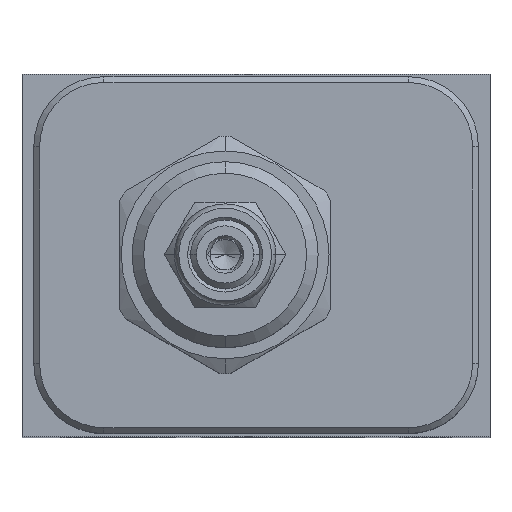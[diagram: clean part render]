
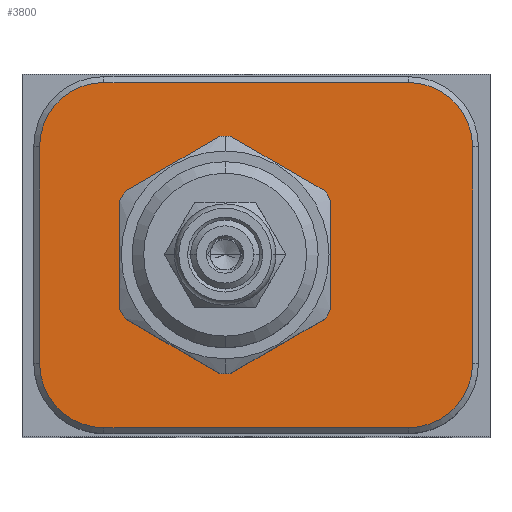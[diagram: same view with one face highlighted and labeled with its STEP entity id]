
A CAD part, top view. The second image highlights one B-rep face of the part: STEP entity #3800.
In plain terms, the highlighted planar face has unit normal (0, 0, 1).
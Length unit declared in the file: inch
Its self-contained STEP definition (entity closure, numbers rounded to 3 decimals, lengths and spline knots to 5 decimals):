
#75=CARTESIAN_POINT('',(0.438,-1.547,4.5));
#76=DIRECTION('',(0.,0.,-1.));
#77=DIRECTION('',(0.,-1.,0.));
#78=AXIS2_PLACEMENT_3D('',#75,#76,#77);
#89=CARTESIAN_POINT('',(1.085,-0.969,4.5));
#90=DIRECTION('',(0.,0.,-1.));
#91=DIRECTION('',(-1.,0.,0.));
#92=AXIS2_PLACEMENT_3D('',#89,#90,#91);
#94=CARTESIAN_POINT('',(1.085,-0.969,4.5));
#95=DIRECTION('',(0.,0.,-1.));
#96=DIRECTION('',(1.,0.,0.));
#97=AXIS2_PLACEMENT_3D('',#94,#95,#96);
#3221=DIRECTION('',(0.,1.,0.));
#3222=VECTOR('',#3221,1.156);
#3223=CARTESIAN_POINT('',(0.094,-1.547,4.5));
#3224=LINE('',#3223,#3222);
#3241=CARTESIAN_POINT('',(0.438,-0.391,4.5));
#3242=DIRECTION('',(0.,0.,-1.));
#3243=DIRECTION('',(-1.,0.,0.));
#3244=AXIS2_PLACEMENT_3D('',#3241,#3242,#3243);
#3259=DIRECTION('',(1.,0.,0.));
#3260=VECTOR('',#3259,1.625);
#3261=CARTESIAN_POINT('',(0.438,-0.047,4.5));
#3262=LINE('',#3261,#3260);
#3275=CARTESIAN_POINT('',(2.063,-0.391,4.5));
#3276=DIRECTION('',(0.,0.,-1.));
#3277=DIRECTION('',(0.,1.,0.));
#3278=AXIS2_PLACEMENT_3D('',#3275,#3276,#3277);
#3289=DIRECTION('',(0.,-1.,0.));
#3290=VECTOR('',#3289,1.156);
#3291=CARTESIAN_POINT('',(2.407,-0.391,4.5));
#3292=LINE('',#3291,#3290);
#3309=CARTESIAN_POINT('',(2.063,-1.547,4.5));
#3310=DIRECTION('',(0.,0.,-1.));
#3311=DIRECTION('',(1.,0.,0.));
#3312=AXIS2_PLACEMENT_3D('',#3309,#3310,#3311);
#3323=DIRECTION('',(-1.,0.,0.));
#3324=VECTOR('',#3323,1.625);
#3325=CARTESIAN_POINT('',(2.063,-1.891,4.5));
#3326=LINE('',#3325,#3324);
#3375=CARTESIAN_POINT('',(0.545,-0.969,4.5));
#3376=CARTESIAN_POINT('',(1.625,-0.969,4.5));
#3377=VERTEX_POINT('',#3375);
#3378=VERTEX_POINT('',#3376);
#3419=CARTESIAN_POINT('',(0.438,-0.047,4.5));
#3420=CARTESIAN_POINT('',(2.063,-0.047,4.5));
#3421=VERTEX_POINT('',#3419);
#3422=VERTEX_POINT('',#3420);
#3427=CARTESIAN_POINT('',(2.407,-0.391,4.5));
#3428=VERTEX_POINT('',#3427);
#3431=CARTESIAN_POINT('',(2.407,-1.547,4.5));
#3432=VERTEX_POINT('',#3431);
#3435=CARTESIAN_POINT('',(2.063,-1.891,4.5));
#3436=VERTEX_POINT('',#3435);
#3439=CARTESIAN_POINT('',(0.438,-1.891,4.5));
#3440=VERTEX_POINT('',#3439);
#3443=CARTESIAN_POINT('',(0.094,-1.547,4.5));
#3444=VERTEX_POINT('',#3443);
#3447=CARTESIAN_POINT('',(0.094,-0.391,4.5));
#3448=VERTEX_POINT('',#3447);
#3772=CARTESIAN_POINT('',(0.,0.,4.5));
#3773=DIRECTION('',(0.,0.,1.));
#3774=DIRECTION('',(1.,0.,0.));
#3775=AXIS2_PLACEMENT_3D('',#3772,#3773,#3774);
#3776=PLANE('',#3775);
#3777=ORIENTED_EDGE('',*,*,#3762,.T.);
#3779=ORIENTED_EDGE('',*,*,#3778,.T.);
#3781=ORIENTED_EDGE('',*,*,#3780,.T.);
#3783=ORIENTED_EDGE('',*,*,#3782,.T.);
#3785=ORIENTED_EDGE('',*,*,#3784,.T.);
#3787=ORIENTED_EDGE('',*,*,#3786,.T.);
#3789=ORIENTED_EDGE('',*,*,#3788,.T.);
#3791=ORIENTED_EDGE('',*,*,#3790,.T.);
#3792=EDGE_LOOP('',(#3777,#3779,#3781,#3783,#3785,#3787,#3789,#3791));
#3793=FACE_OUTER_BOUND('',#3792,.F.);
#3795=ORIENTED_EDGE('',*,*,#3794,.F.);
#3797=ORIENTED_EDGE('',*,*,#3796,.F.);
#3798=EDGE_LOOP('',(#3795,#3797));
#3799=FACE_BOUND('',#3798,.F.);
#3800=ADVANCED_FACE('',(#3793,#3799),#3776,.T.);
#79=CIRCLE('',#78,0.344);
#93=CIRCLE('',#92,0.54);
#98=CIRCLE('',#97,0.54);
#3245=CIRCLE('',#3244,0.344);
#3279=CIRCLE('',#3278,0.344);
#3313=CIRCLE('',#3312,0.344);
#3762=EDGE_CURVE('',#3440,#3444,#79,.T.);
#3778=EDGE_CURVE('',#3444,#3448,#3224,.T.);
#3780=EDGE_CURVE('',#3448,#3421,#3245,.T.);
#3782=EDGE_CURVE('',#3421,#3422,#3262,.T.);
#3784=EDGE_CURVE('',#3422,#3428,#3279,.T.);
#3786=EDGE_CURVE('',#3428,#3432,#3292,.T.);
#3788=EDGE_CURVE('',#3432,#3436,#3313,.T.);
#3790=EDGE_CURVE('',#3436,#3440,#3326,.T.);
#3794=EDGE_CURVE('',#3377,#3378,#93,.T.);
#3796=EDGE_CURVE('',#3378,#3377,#98,.T.);
